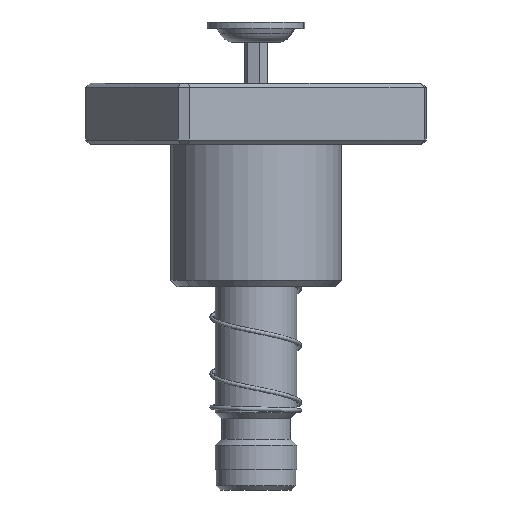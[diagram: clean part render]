
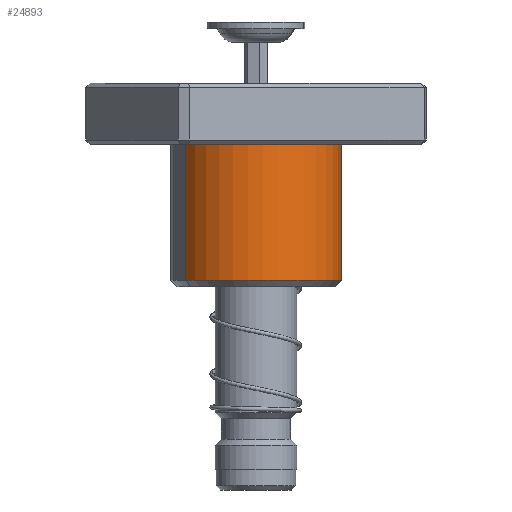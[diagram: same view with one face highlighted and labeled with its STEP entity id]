
A CAD part, front view. The second image highlights one B-rep face of the part: STEP entity #24893.
In plain terms, the highlighted cylindrical face has radius 21 mm (diameter 42 mm), a partial arc.
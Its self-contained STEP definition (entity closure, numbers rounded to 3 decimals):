
#197 = EDGE_LOOP ( 'NONE', ( #14681, #4250, #15151, #24940, #13038 ) ) ;
#1007 = CARTESIAN_POINT ( 'NONE',  ( -21., 0., 48.5 ) ) ;
#1252 = EDGE_CURVE ( 'NONE', #5481, #25360, #25292, .T. ) ;
#2031 = EDGE_CURVE ( 'NONE', #15983, #25360, #12187, .T. ) ;
#2082 = DIRECTION ( 'NONE',  ( 0., 0., -1. ) ) ;
#2414 = CARTESIAN_POINT ( 'NONE',  ( 21., 0., 48.5 ) ) ;
#3168 = DIRECTION ( 'NONE',  ( 0., 0., -1. ) ) ;
#3581 = CIRCLE ( 'NONE', #25828, 21. ) ;
#4250 = ORIENTED_EDGE ( 'NONE', *, *, #12405, .T. ) ;
#4900 = CARTESIAN_POINT ( 'NONE',  ( 0., 0., 15. ) ) ;
#5227 = DIRECTION ( 'NONE',  ( 0., 0., 1. ) ) ;
#5481 = VERTEX_POINT ( 'NONE', #25096 ) ;
#5500 = AXIS2_PLACEMENT_3D ( 'NONE', #13110, #5227, #21178 ) ;
#6203 = VECTOR ( 'NONE', #2082, 1000. ) ;
#7645 = VERTEX_POINT ( 'NONE', #1007 ) ;
#7824 = CARTESIAN_POINT ( 'NONE',  ( 21., 0., 15. ) ) ;
#7938 = EDGE_CURVE ( 'NONE', #7645, #21840, #24588, .T. ) ;
#9482 = DIRECTION ( 'NONE',  ( 1., 0., 0. ) ) ;
#12187 = LINE ( 'NONE', #14077, #6203 ) ;
#12275 = CIRCLE ( 'NONE', #20067, 21. ) ;
#12405 = EDGE_CURVE ( 'NONE', #15983, #7645, #12275, .T. ) ;
#12959 = DIRECTION ( 'NONE',  ( 0., 0., 1. ) ) ;
#13038 = ORIENTED_EDGE ( 'NONE', *, *, #1252, .T. ) ;
#13110 = CARTESIAN_POINT ( 'NONE',  ( 0., 0., 15. ) ) ;
#13949 = CARTESIAN_POINT ( 'NONE',  ( 0., 0., 50. ) ) ;
#14077 = CARTESIAN_POINT ( 'NONE',  ( 21., 0., 50. ) ) ;
#14681 = ORIENTED_EDGE ( 'NONE', *, *, #2031, .F. ) ;
#14708 = FACE_OUTER_BOUND ( 'NONE', #197, .T. ) ;
#15151 = ORIENTED_EDGE ( 'NONE', *, *, #7938, .T. ) ;
#15696 = DIRECTION ( 'NONE',  ( 0., 0., -1. ) ) ;
#15983 = VERTEX_POINT ( 'NONE', #2414 ) ;
#16052 = DIRECTION ( 'NONE',  ( 0., 0., -1. ) ) ;
#17940 = EDGE_CURVE ( 'NONE', #21840, #5481, #3581, .T. ) ;
#19197 = CARTESIAN_POINT ( 'NONE',  ( 0., 0., 48.5 ) ) ;
#19990 = AXIS2_PLACEMENT_3D ( 'NONE', #13949, #16052, #20004 ) ;
#20004 = DIRECTION ( 'NONE',  ( -1., 0., 0. ) ) ;
#20067 = AXIS2_PLACEMENT_3D ( 'NONE', #19197, #3168, #9482 ) ;
#21178 = DIRECTION ( 'NONE',  ( 1., 0., 0. ) ) ;
#21840 = VERTEX_POINT ( 'NONE', #22864 ) ;
#22864 = CARTESIAN_POINT ( 'NONE',  ( -21., 0., 15. ) ) ;
#24305 = VECTOR ( 'NONE', #15696, 1000. ) ;
#24588 = LINE ( 'NONE', #25614, #24305 ) ;
#24759 = CYLINDRICAL_SURFACE ( 'NONE', #19990, 21. ) ;
#24893 = ADVANCED_FACE ( 'NONE', ( #14708 ), #24759, .T. ) ;
#24940 = ORIENTED_EDGE ( 'NONE', *, *, #17940, .T. ) ;
#25096 = CARTESIAN_POINT ( 'NONE',  ( 0., -21., 15. ) ) ;
#25148 = DIRECTION ( 'NONE',  ( 1., 0., 0. ) ) ;
#25292 = CIRCLE ( 'NONE', #5500, 21. ) ;
#25360 = VERTEX_POINT ( 'NONE', #7824 ) ;
#25614 = CARTESIAN_POINT ( 'NONE',  ( -21., 0., 50. ) ) ;
#25828 = AXIS2_PLACEMENT_3D ( 'NONE', #4900, #12959, #25148 ) ;
